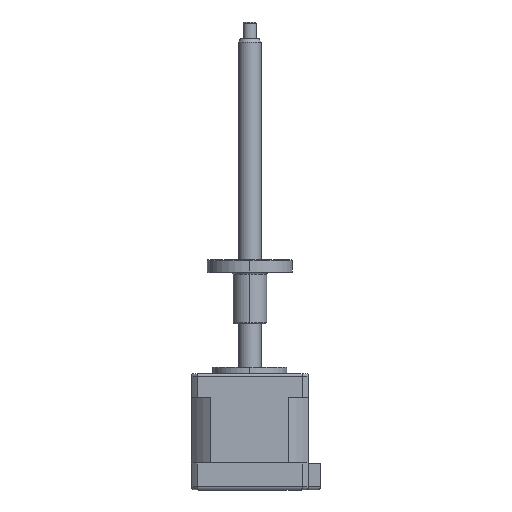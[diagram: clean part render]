
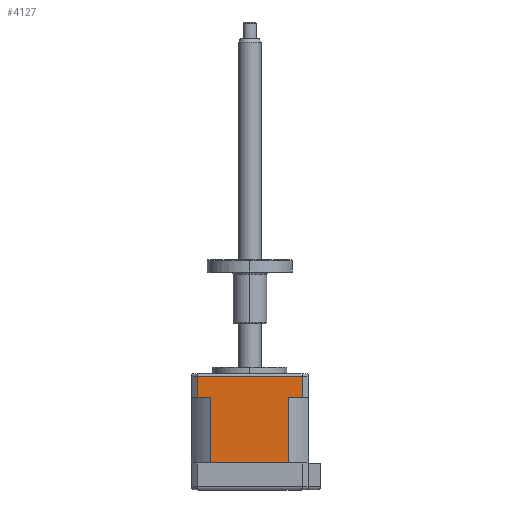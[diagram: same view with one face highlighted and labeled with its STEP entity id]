
A CAD part, top view. The second image highlights one B-rep face of the part: STEP entity #4127.
In plain terms, the highlighted planar face has unit normal (0, 0, 1).
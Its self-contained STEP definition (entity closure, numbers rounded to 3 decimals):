
#432 = VECTOR ( 'NONE', #6833, 1000. ) ;
#528 = VERTEX_POINT ( 'NONE', #4877 ) ;
#552 = ORIENTED_EDGE ( 'NONE', *, *, #9229, .F. ) ;
#711 = VERTEX_POINT ( 'NONE', #4578 ) ;
#786 = LINE ( 'NONE', #3274, #4618 ) ;
#866 = DIRECTION ( 'NONE',  ( 1., 0., 0. ) ) ;
#1187 = VERTEX_POINT ( 'NONE', #9844 ) ;
#1278 = DIRECTION ( 'NONE',  ( 0., 1., 0. ) ) ;
#1306 = ORIENTED_EDGE ( 'NONE', *, *, #2474, .F. ) ;
#1309 = CARTESIAN_POINT ( 'NONE',  ( -62.833, 8.354, 36.5 ) ) ;
#1435 = VECTOR ( 'NONE', #1278, 1000. ) ;
#1652 = CARTESIAN_POINT ( 'NONE',  ( -35.541, 27.954, 36.5 ) ) ;
#2474 = EDGE_CURVE ( 'NONE', #2792, #711, #7508, .T. ) ;
#2701 = LINE ( 'NONE', #6067, #432 ) ;
#2792 = VERTEX_POINT ( 'NONE', #3925 ) ;
#2877 = VERTEX_POINT ( 'NONE', #9113 ) ;
#2892 = CARTESIAN_POINT ( 'NONE',  ( -39.617, 8.354, 36.5 ) ) ;
#2920 = AXIS2_PLACEMENT_3D ( 'NONE', #2892, #8196, #3679 ) ;
#2922 = EDGE_LOOP ( 'NONE', ( #7979, #5110, #5148, #4262, #552, #6347, #1306, #6072 ) ) ;
#2937 = VECTOR ( 'NONE', #9026, 1000. ) ;
#3073 = DIRECTION ( 'NONE',  ( -1., 0., 0. ) ) ;
#3092 = CARTESIAN_POINT ( 'NONE',  ( -66.909, 34.254, 36.5 ) ) ;
#3197 = CARTESIAN_POINT ( 'NONE',  ( -35.541, 27.954, 36.5 ) ) ;
#3274 = CARTESIAN_POINT ( 'NONE',  ( -66.909, 26.654, 36.5 ) ) ;
#3316 = VECTOR ( 'NONE', #6994, 1000. ) ;
#3420 = VERTEX_POINT ( 'NONE', #9826 ) ;
#3679 = DIRECTION ( 'NONE',  ( 0., -1., 0. ) ) ;
#3925 = CARTESIAN_POINT ( 'NONE',  ( -62.833, 8.354, 36.5 ) ) ;
#4000 = EDGE_CURVE ( 'NONE', #1187, #2877, #6095, .T. ) ;
#4032 = LINE ( 'NONE', #3197, #3316 ) ;
#4127 = ADVANCED_FACE ( 'NONE', ( #4902 ), #7447, .F. ) ;
#4262 = ORIENTED_EDGE ( 'NONE', *, *, #9042, .T. ) ;
#4272 = LINE ( 'NONE', #8331, #6052 ) ;
#4519 = CARTESIAN_POINT ( 'NONE',  ( -39.617, 8.354, 36.5 ) ) ;
#4578 = CARTESIAN_POINT ( 'NONE',  ( -62.833, 27.954, 36.5 ) ) ;
#4618 = VECTOR ( 'NONE', #9351, 1000. ) ;
#4871 = CARTESIAN_POINT ( 'NONE',  ( -35.541, 26.654, 36.5 ) ) ;
#4877 = CARTESIAN_POINT ( 'NONE',  ( -66.909, 27.954, 36.5 ) ) ;
#4902 = FACE_OUTER_BOUND ( 'NONE', #2922, .T. ) ;
#5110 = ORIENTED_EDGE ( 'NONE', *, *, #6482, .T. ) ;
#5148 = ORIENTED_EDGE ( 'NONE', *, *, #4000, .T. ) ;
#5382 = VERTEX_POINT ( 'NONE', #8948 ) ;
#5836 = VERTEX_POINT ( 'NONE', #3092 ) ;
#5856 = VECTOR ( 'NONE', #7882, 1000. ) ;
#6052 = VECTOR ( 'NONE', #3073, 1000. ) ;
#6067 = CARTESIAN_POINT ( 'NONE',  ( -39.617, 8.354, 36.5 ) ) ;
#6072 = ORIENTED_EDGE ( 'NONE', *, *, #9007, .F. ) ;
#6095 = LINE ( 'NONE', #4871, #5856 ) ;
#6347 = ORIENTED_EDGE ( 'NONE', *, *, #9172, .T. ) ;
#6482 = EDGE_CURVE ( 'NONE', #3420, #1187, #9667, .T. ) ;
#6833 = DIRECTION ( 'NONE',  ( -1., 0., 0. ) ) ;
#6994 = DIRECTION ( 'NONE',  ( 1., 0., 0. ) ) ;
#7447 = PLANE ( 'NONE',  #2920 ) ;
#7508 = LINE ( 'NONE', #1309, #1435 ) ;
#7678 = VECTOR ( 'NONE', #866, 1000. ) ;
#7882 = DIRECTION ( 'NONE',  ( 0., 1., 0. ) ) ;
#7979 = ORIENTED_EDGE ( 'NONE', *, *, #8945, .T. ) ;
#8196 = DIRECTION ( 'NONE',  ( 0., 0., -1. ) ) ;
#8331 = CARTESIAN_POINT ( 'NONE',  ( -66.909, 34.254, 36.5 ) ) ;
#8770 = LINE ( 'NONE', #4519, #2937 ) ;
#8945 = EDGE_CURVE ( 'NONE', #5382, #3420, #8770, .T. ) ;
#8948 = CARTESIAN_POINT ( 'NONE',  ( -39.617, 8.354, 36.5 ) ) ;
#9007 = EDGE_CURVE ( 'NONE', #5382, #2792, #2701, .T. ) ;
#9026 = DIRECTION ( 'NONE',  ( 0., 1., 0. ) ) ;
#9042 = EDGE_CURVE ( 'NONE', #2877, #5836, #4272, .T. ) ;
#9113 = CARTESIAN_POINT ( 'NONE',  ( -35.541, 34.254, 36.5 ) ) ;
#9172 = EDGE_CURVE ( 'NONE', #528, #711, #4032, .T. ) ;
#9229 = EDGE_CURVE ( 'NONE', #528, #5836, #786, .T. ) ;
#9351 = DIRECTION ( 'NONE',  ( 0., 1., 0. ) ) ;
#9667 = LINE ( 'NONE', #1652, #7678 ) ;
#9826 = CARTESIAN_POINT ( 'NONE',  ( -39.617, 27.954, 36.5 ) ) ;
#9844 = CARTESIAN_POINT ( 'NONE',  ( -35.541, 27.954, 36.5 ) ) ;
